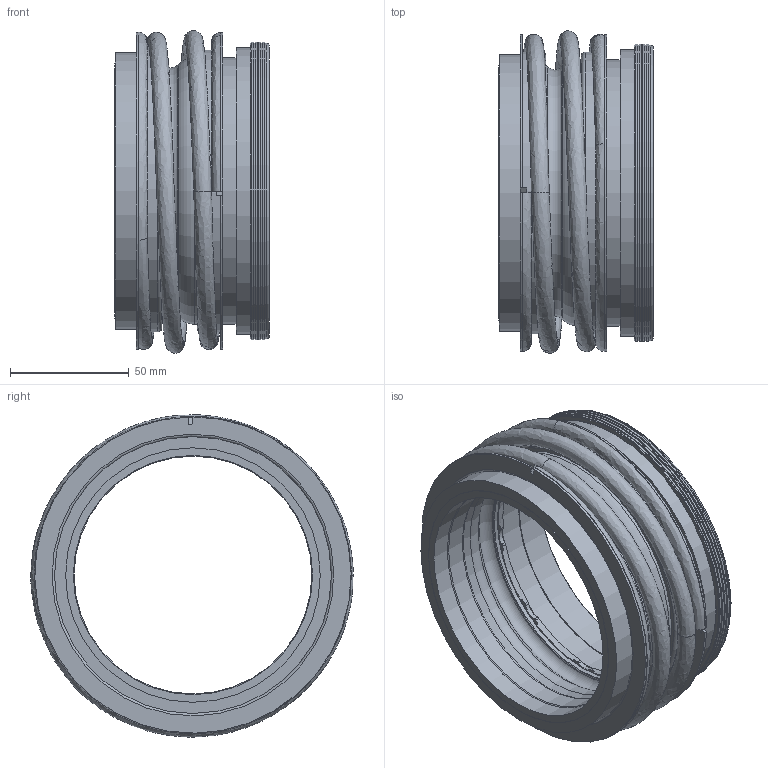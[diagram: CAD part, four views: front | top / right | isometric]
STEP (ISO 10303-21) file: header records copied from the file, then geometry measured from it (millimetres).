
FILE_DESCRIPTION(/* description */ ('Unknown'),/* implementation_level */ '2;1');
FILE_NAME(/* name */ 'eMG12-100-G60',/* time_stamp */ '2020-12-11T10:48:15+01:00',/* author */ ('Unknown'),/* organization */ ('Unknown'),/* preprocessor_version */ 'ST-DEVELOPER v16.7',/* originating_system */ 'DEX',/* authorisation */ $);
FILE_SCHEMA (('AUTOMOTIVE_DESIGN {1 0 10303 214 3 1 1}'));
Length unit declared in the file: millimetre
Products named in the file (1): eMG12-100-G60
Bounding box: 65 x 135.47 x 135.46 mm (x, y, z)
Volume: 217574.9 mm3; surface area: 144408.6 mm2
Topology: 8 solids, 8 shells, 303 faces, 692 edges, 395 vertices
Faces by surface type: cylinder 133, plane 77, torus 43, bspline 24, sphere 18, cone 8
Full cylindrical faces by diameter (mm): 100 x1, 100.6 x1, 101.2 x1, 101.6 x1, 102 x1, 103.1 x1, 105 x1, 107 x1, 111.7 x1, 112 x3, 112.5 x2, 116.4 x4, 118.4 x2, 120.5 x2, 124 x1, 124.3 x5, 125 x4
Entity records: 9539 total; most frequent: CARTESIAN_POINT 3177, DIRECTION 1366, ORIENTED_EDGE 1170, EDGE_CURVE 585, AXIS2_PLACEMENT_3D 581, EDGE_LOOP 402, FACE_BOUND 402, VERTEX_POINT 383
